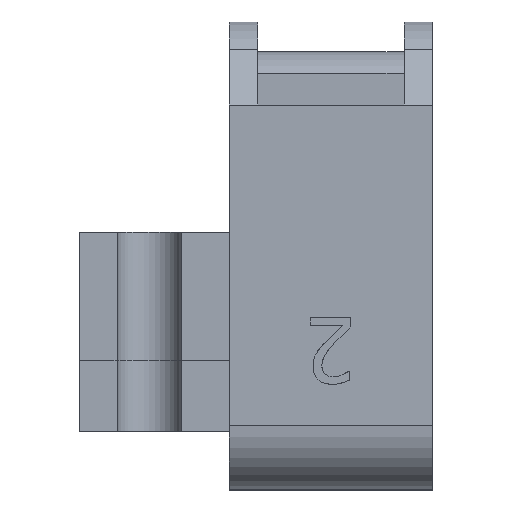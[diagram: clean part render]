
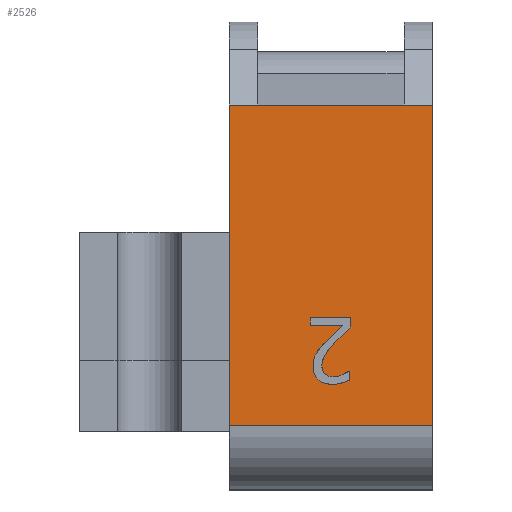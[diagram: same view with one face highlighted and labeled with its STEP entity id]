
A CAD part, left-side view. The second image highlights one B-rep face of the part: STEP entity #2526.
In plain terms, the highlighted planar face has unit normal (-1, 0, 0).
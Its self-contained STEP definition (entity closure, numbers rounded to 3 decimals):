
#269=CARTESIAN_POINT('',(-133.2,-0.153,9.886));
#270=VERTEX_POINT('',#269);
#277=CARTESIAN_POINT('',(-133.2,-1.715,10.252));
#278=VERTEX_POINT('',#277);
#279=CARTESIAN_POINT('',(-133.2,-1.715,10.252));
#280=CARTESIAN_POINT('',(-133.2,-1.463,10.128));
#281=CARTESIAN_POINT('',(-133.2,-0.559,9.886));
#282=CARTESIAN_POINT('',(-133.2,-0.153,9.886));
#283=QUASI_UNIFORM_CURVE('',2,(#279,#280,#281,#282),.UNSPECIFIED.,.F.,.U.);
#284=EDGE_CURVE('',#278,#270,#283,.T.);
#305=CARTESIAN_POINT('',(-133.2,1.666,11.562));
#306=VERTEX_POINT('',#305);
#313=CARTESIAN_POINT('',(-133.2,-0.153,9.886));
#314=CARTESIAN_POINT('',(-133.2,0.702,9.886));
#315=CARTESIAN_POINT('',(-133.2,1.666,10.79));
#316=CARTESIAN_POINT('',(-133.2,1.666,11.562));
#317=QUASI_UNIFORM_CURVE('',2,(#313,#314,#315,#316),.UNSPECIFIED.,.F.,.U.);
#318=EDGE_CURVE('',#270,#306,#317,.T.);
#334=CARTESIAN_POINT('',(-133.2,1.35,12.782));
#335=VERTEX_POINT('',#334);
#342=CARTESIAN_POINT('',(-133.2,1.666,11.562));
#343=CARTESIAN_POINT('',(-133.2,1.666,11.922));
#344=CARTESIAN_POINT('',(-133.2,1.498,12.525));
#345=CARTESIAN_POINT('',(-133.2,1.35,12.782));
#346=QUASI_UNIFORM_CURVE('',2,(#342,#343,#344,#345),.UNSPECIFIED.,.F.,.U.);
#347=EDGE_CURVE('',#306,#335,#346,.T.);
#363=CARTESIAN_POINT('',(-133.2,0.534,13.826));
#364=VERTEX_POINT('',#363);
#371=CARTESIAN_POINT('',(-133.2,1.35,12.782));
#372=CARTESIAN_POINT('',(-133.2,1.201,13.049));
#373=CARTESIAN_POINT('',(-133.2,0.771,13.573));
#374=CARTESIAN_POINT('',(-133.2,0.534,13.826));
#375=QUASI_UNIFORM_CURVE('',2,(#371,#372,#373,#374),.UNSPECIFIED.,.F.,.U.);
#376=EDGE_CURVE('',#335,#364,#375,.T.);
#392=CARTESIAN_POINT('',(-133.2,-1.078,15.407));
#393=VERTEX_POINT('',#392);
#400=CARTESIAN_POINT('',(-133.2,0.534,13.826));
#401=CARTESIAN_POINT('',(-133.2,0.148,14.246));
#402=CARTESIAN_POINT('',(-133.2,-0.796,15.145));
#403=CARTESIAN_POINT('',(-133.2,-1.078,15.407));
#404=QUASI_UNIFORM_CURVE('',2,(#400,#401,#402,#403),.UNSPECIFIED.,.F.,.U.);
#405=EDGE_CURVE('',#364,#393,#404,.T.);
#417=CARTESIAN_POINT('',(-133.2,1.918,15.407));
#418=VERTEX_POINT('',#417);
#425=CARTESIAN_POINT('',(-133.2,-1.078,15.407));
#426=DIRECTION('',(0.0,1.0,0.0));
#427=VECTOR('',#426,2.996);
#428=LINE('',#425,#427);
#429=EDGE_CURVE('',#393,#418,#428,.T.);
#441=CARTESIAN_POINT('',(-133.2,1.918,16.114));
#442=VERTEX_POINT('',#441);
#449=CARTESIAN_POINT('',(-133.2,1.918,15.407));
#450=DIRECTION('',(0.0,0.0,1.0));
#451=VECTOR('',#450,0.707);
#452=LINE('',#449,#451);
#453=EDGE_CURVE('',#418,#442,#452,.T.);
#465=CARTESIAN_POINT('',(-133.2,-1.844,16.114));
#466=VERTEX_POINT('',#465);
#473=CARTESIAN_POINT('',(-133.2,1.918,16.114));
#474=DIRECTION('',(0.0,-1.0,0.0));
#475=VECTOR('',#474,3.762);
#476=LINE('',#473,#475);
#477=EDGE_CURVE('',#442,#466,#476,.T.);
#489=CARTESIAN_POINT('',(-133.2,-1.844,15.249));
#490=VERTEX_POINT('',#489);
#497=CARTESIAN_POINT('',(-133.2,-1.844,16.114));
#498=DIRECTION('',(0.0,0.0,-1.0));
#499=VECTOR('',#498,0.865);
#500=LINE('',#497,#499);
#501=EDGE_CURVE('',#466,#490,#500,.T.);
#517=CARTESIAN_POINT('',(-133.2,-0.371,13.781));
#518=VERTEX_POINT('',#517);
#525=CARTESIAN_POINT('',(-133.2,-1.844,15.249));
#526=CARTESIAN_POINT('',(-133.2,-1.438,14.869));
#527=CARTESIAN_POINT('',(-133.2,-0.717,14.162));
#528=CARTESIAN_POINT('',(-133.2,-0.371,13.781));
#529=QUASI_UNIFORM_CURVE('',2,(#525,#526,#527,#528),.UNSPECIFIED.,.F.,.U.);
#530=EDGE_CURVE('',#490,#518,#529,.T.);
#546=CARTESIAN_POINT('',(-133.2,0.835,11.606));
#547=VERTEX_POINT('',#546);
#554=CARTESIAN_POINT('',(-133.2,-0.371,13.781));
#555=CARTESIAN_POINT('',(-133.2,0.326,13.015));
#556=CARTESIAN_POINT('',(-133.2,0.835,12.095));
#557=CARTESIAN_POINT('',(-133.2,0.835,11.606));
#558=QUASI_UNIFORM_CURVE('',2,(#554,#555,#556,#557),.UNSPECIFIED.,.F.,.U.);
#559=EDGE_CURVE('',#518,#547,#558,.T.);
#575=CARTESIAN_POINT('',(-133.2,0.534,10.84));
#576=VERTEX_POINT('',#575);
#583=CARTESIAN_POINT('',(-133.2,0.835,11.606));
#584=CARTESIAN_POINT('',(-133.2,0.835,11.349));
#585=CARTESIAN_POINT('',(-133.2,0.677,10.963));
#586=CARTESIAN_POINT('',(-133.2,0.534,10.84));
#587=QUASI_UNIFORM_CURVE('',2,(#583,#584,#585,#586),.UNSPECIFIED.,.F.,.U.);
#588=EDGE_CURVE('',#547,#576,#587,.T.);
#604=CARTESIAN_POINT('',(-133.2,-0.213,10.593));
#605=VERTEX_POINT('',#604);
#612=CARTESIAN_POINT('',(-133.2,0.534,10.84));
#613=CARTESIAN_POINT('',(-133.2,0.391,10.716));
#614=CARTESIAN_POINT('',(-133.2,0.015,10.593));
#615=CARTESIAN_POINT('',(-133.2,-0.213,10.593));
#616=QUASI_UNIFORM_CURVE('',2,(#612,#613,#614,#615),.UNSPECIFIED.,.F.,.U.);
#617=EDGE_CURVE('',#576,#605,#616,.T.);
#633=CARTESIAN_POINT('',(-133.2,-1.078,10.785));
#634=VERTEX_POINT('',#633);
#641=CARTESIAN_POINT('',(-133.2,-0.213,10.593));
#642=CARTESIAN_POINT('',(-133.2,-0.43,10.593));
#643=CARTESIAN_POINT('',(-133.2,-0.875,10.701));
#644=CARTESIAN_POINT('',(-133.2,-1.078,10.785));
#645=QUASI_UNIFORM_CURVE('',2,(#641,#642,#643,#644),.UNSPECIFIED.,.F.,.U.);
#646=EDGE_CURVE('',#605,#634,#645,.T.);
#662=CARTESIAN_POINT('',(-133.2,-1.671,11.122));
#663=VERTEX_POINT('',#662);
#670=CARTESIAN_POINT('',(-133.2,-1.078,10.785));
#671=CARTESIAN_POINT('',(-133.2,-1.251,10.855));
#672=CARTESIAN_POINT('',(-133.2,-1.572,11.052));
#673=CARTESIAN_POINT('',(-133.2,-1.671,11.122));
#674=QUASI_UNIFORM_CURVE('',2,(#670,#671,#672,#673),.UNSPECIFIED.,.F.,.U.);
#675=EDGE_CURVE('',#634,#663,#674,.T.);
#687=CARTESIAN_POINT('',(-133.2,-1.715,11.122));
#688=VERTEX_POINT('',#687);
#695=CARTESIAN_POINT('',(-133.2,-1.671,11.122));
#696=DIRECTION('',(0.0,-1.0,0.0));
#697=VECTOR('',#696,0.044);
#698=LINE('',#695,#697);
#699=EDGE_CURVE('',#663,#688,#698,.T.);
#712=CARTESIAN_POINT('',(-133.2,-1.715,11.122));
#713=DIRECTION('',(0.0,0.0,-1.0));
#714=VECTOR('',#713,0.87);
#715=LINE('',#712,#714);
#716=EDGE_CURVE('',#688,#278,#715,.T.);
#2468=CARTESIAN_POINT('',(-133.2,0.0,36.));
#2469=DIRECTION('',(-1.0,0.0,0.0));
#2470=DIRECTION('',(0.0,0.0,1.0));
#2471=AXIS2_PLACEMENT_3D('',#2468,#2469,#2470);
#2472=PLANE('',#2471);
#2473=CARTESIAN_POINT('',(-133.2,9.5,36.));
#2474=VERTEX_POINT('',#2473);
#2475=CARTESIAN_POINT('',(-133.2,9.5,6.));
#2476=VERTEX_POINT('',#2475);
#2477=CARTESIAN_POINT('',(-133.2,9.5,36.));
#2478=DIRECTION('',(0.0,0.0,-1.0));
#2479=VECTOR('',#2478,30.);
#2480=LINE('',#2477,#2479);
#2481=EDGE_CURVE('',#2474,#2476,#2480,.T.);
#2482=ORIENTED_EDGE('',*,*,#2481,.T.);
#2483=CARTESIAN_POINT('',(-133.2,-9.5,6.));
#2484=VERTEX_POINT('',#2483);
#2485=CARTESIAN_POINT('',(-133.2,-9.5,6.));
#2486=DIRECTION('',(0.0,1.0,0.0));
#2487=VECTOR('',#2486,19.0);
#2488=LINE('',#2485,#2487);
#2489=EDGE_CURVE('',#2484,#2476,#2488,.T.);
#2490=ORIENTED_EDGE('',*,*,#2489,.F.);
#2491=CARTESIAN_POINT('',(-133.2,-9.5,36.));
#2492=VERTEX_POINT('',#2491);
#2493=CARTESIAN_POINT('',(-133.2,-9.5,6.));
#2494=DIRECTION('',(0.0,0.0,1.0));
#2495=VECTOR('',#2494,30.);
#2496=LINE('',#2493,#2495);
#2497=EDGE_CURVE('',#2484,#2492,#2496,.T.);
#2498=ORIENTED_EDGE('',*,*,#2497,.T.);
#2499=CARTESIAN_POINT('',(-133.2,9.5,36.));
#2500=DIRECTION('',(0.0,-1.0,0.0));
#2501=VECTOR('',#2500,19.0);
#2502=LINE('',#2499,#2501);
#2503=EDGE_CURVE('',#2474,#2492,#2502,.T.);
#2504=ORIENTED_EDGE('',*,*,#2503,.F.);
#2505=EDGE_LOOP('',(#2482,#2490,#2498,#2504));
#2506=FACE_OUTER_BOUND('',#2505,.T.);
#2507=ORIENTED_EDGE('',*,*,#284,.T.);
#2508=ORIENTED_EDGE('',*,*,#318,.T.);
#2509=ORIENTED_EDGE('',*,*,#347,.T.);
#2510=ORIENTED_EDGE('',*,*,#376,.T.);
#2511=ORIENTED_EDGE('',*,*,#405,.T.);
#2512=ORIENTED_EDGE('',*,*,#429,.T.);
#2513=ORIENTED_EDGE('',*,*,#453,.T.);
#2514=ORIENTED_EDGE('',*,*,#477,.T.);
#2515=ORIENTED_EDGE('',*,*,#501,.T.);
#2516=ORIENTED_EDGE('',*,*,#530,.T.);
#2517=ORIENTED_EDGE('',*,*,#559,.T.);
#2518=ORIENTED_EDGE('',*,*,#588,.T.);
#2519=ORIENTED_EDGE('',*,*,#617,.T.);
#2520=ORIENTED_EDGE('',*,*,#646,.T.);
#2521=ORIENTED_EDGE('',*,*,#675,.T.);
#2522=ORIENTED_EDGE('',*,*,#699,.T.);
#2523=ORIENTED_EDGE('',*,*,#716,.T.);
#2524=EDGE_LOOP('',(#2507,#2508,#2509,#2510,#2511,#2512,#2513,#2514,#2515,#2516,#2517,#2518,#2519,#2520,#2521,#2522,#2523));
#2525=FACE_BOUND('',#2524,.T.);
#2526=ADVANCED_FACE('',(#2506,#2525),#2472,.T.);
